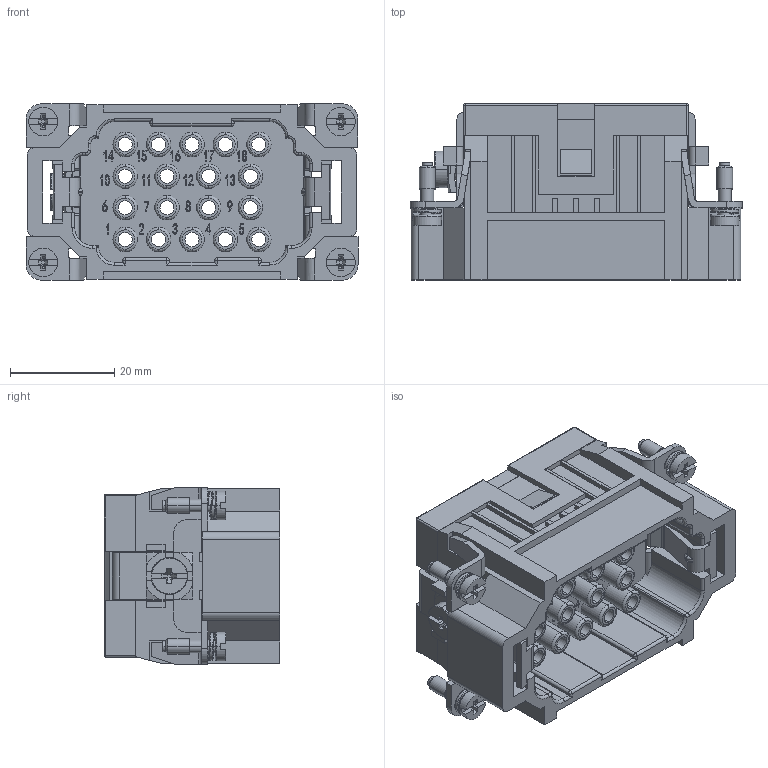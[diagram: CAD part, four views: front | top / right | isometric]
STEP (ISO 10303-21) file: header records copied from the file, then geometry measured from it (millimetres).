
FILE_DESCRIPTION (( 'STEP AP203' ), '1' );
FILE_NAME ('290213018.step', '2025-02-12T17:39:32', ( '' ), ( '' ), 'SwSTEP 2.0', 'SolidWorks 2024', '' );
FILE_SCHEMA (( 'CONFIG_CONTROL_DESIGN' ));
Products named in the file (1): 290213018
Bounding box: 63.6 x 33.7 x 33.8 mm (x, y, z)
Volume: 26515.5 mm3; surface area: 31188.1 mm2
Topology: 14 solids, 14 shells, 2073 faces, 5550 edges, 3614 vertices
Faces by surface type: plane 1131, cylinder 549, bspline 317, cone 76
Entity records: 83737 total; most frequent: CARTESIAN_POINT 33669, ORIENTED_EDGE 11072, DIRECTION 9380, EDGE_CURVE 5536, VERTEX_POINT 3614, VECTOR 3570, LINE 3570, AXIS2_PLACEMENT_3D 2905
